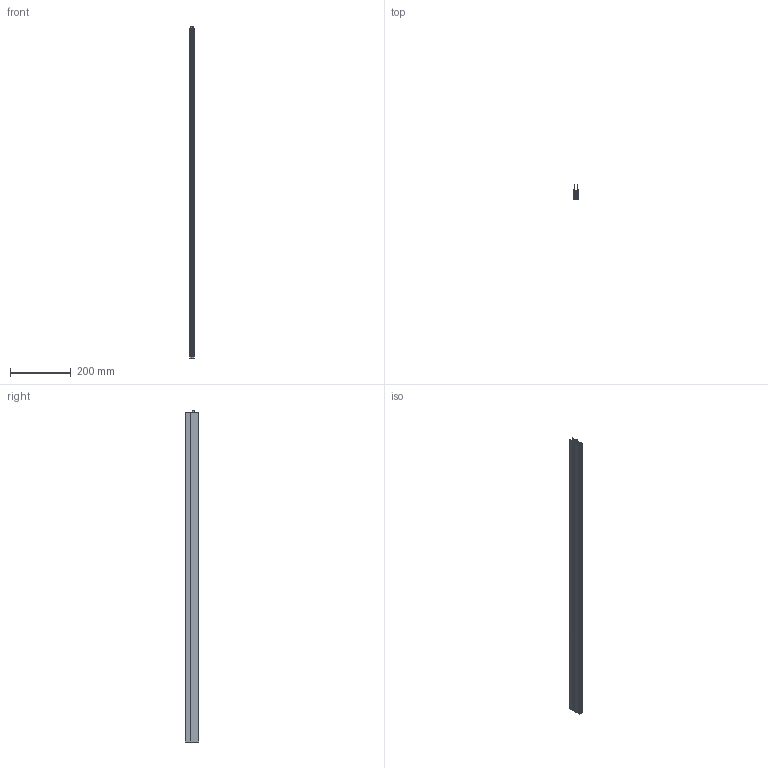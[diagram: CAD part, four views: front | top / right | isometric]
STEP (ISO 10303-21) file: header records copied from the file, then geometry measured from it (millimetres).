
FILE_DESCRIPTION (( 'STEP AP203' ), '1' );
FILE_NAME ('KG F10 schmal 1084.STEP', '2025-03-07T13:58:43', ( '' ), ( '' ), 'SwSTEP 2.0', 'SolidWorks 2023', '' );
FILE_SCHEMA (( 'CONFIG_CONTROL_DESIGN' ));
Length unit declared in the file: millimetre
Products named in the file (5): Schutzprofil KG F10 schmal_1084; KG F10 schmal 1084; Aussengehäuse_WA_1080; Betätigungsteil_WA; Innengeometrie_WA_1080
Assembly tree (4 placements, depth 2):
  KG F10 schmal 1084
    Aussengehäuse_WA_1080
    Betätigungsteil_WA
    Innengeometrie_WA_1080
    Schutzprofil KG F10 schmal_1084
Bounding box: 13.5 x 46 x 1092 mm (x, y, z)
Volume: 304189.4 mm3; surface area: 488626.8 mm2
Topology: 19 solids, 19 shells, 728 faces, 2062 edges, 1374 vertices
Faces by surface type: plane 354, bspline 308, cylinder 64, torus 2
Entity records: 39154 total; most frequent: CARTESIAN_POINT 21604, ORIENTED_EDGE 4124, DIRECTION 2434, EDGE_CURVE 2062, VERTEX_POINT 1374, VECTOR 1312, LINE 1312, EDGE_LOOP 810
